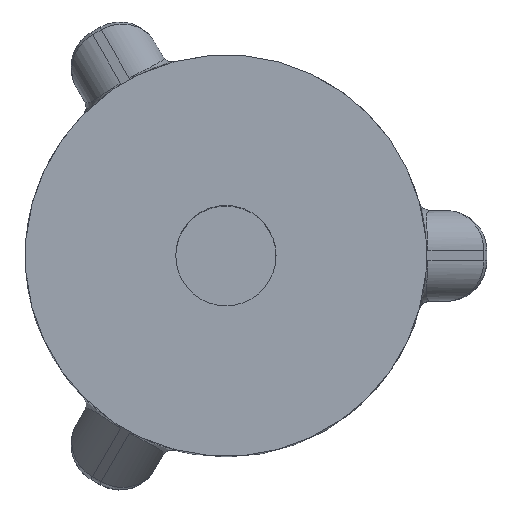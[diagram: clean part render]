
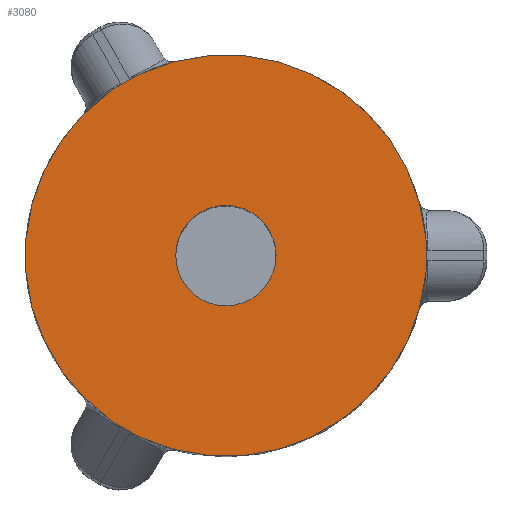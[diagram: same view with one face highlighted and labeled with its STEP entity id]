
A CAD part, top view. The second image highlights one B-rep face of the part: STEP entity #3080.
In plain terms, the highlighted planar face has unit normal (0, 0, 1).
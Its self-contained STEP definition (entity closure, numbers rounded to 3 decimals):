
#11 = AXIS2_PLACEMENT_3D ( 'NONE', #2288, #1649, #839 ) ;
#25 = CARTESIAN_POINT ( 'NONE',  ( -2.317, 3.261, 0. ) ) ;
#33 = CARTESIAN_POINT ( 'NONE',  ( -2.317, -3.261, 0. ) ) ;
#57 = EDGE_CURVE ( 'NONE', #3002, #2060, #1005, .T. ) ;
#76 = CARTESIAN_POINT ( 'NONE',  ( -1.221, 3.914, 0. ) ) ;
#105 = B_SPLINE_CURVE_WITH_KNOTS ( 'NONE', 3,
 ( #33, #1459, #385, #2379 ),
 .UNSPECIFIED., .F., .F.,
 ( 4, 4 ),
 ( 0., 0. ),
 .UNSPECIFIED. ) ;
#139 = CARTESIAN_POINT ( 'NONE',  ( -2.233, 3.324, 0. ) ) ;
#194 = VECTOR ( 'NONE', #1934, 1000. ) ;
#199 = PLANE ( 'NONE',  #636 ) ;
#259 = VERTEX_POINT ( 'NONE', #1374 ) ;
#277 = B_SPLINE_CURVE_WITH_KNOTS ( 'NONE', 3,
 ( #3077, #139, #434, #1292 ),
 .UNSPECIFIED., .F., .F.,
 ( 4, 4 ),
 ( 0., 0. ),
 .UNSPECIFIED. ) ;
#285 = VERTEX_POINT ( 'NONE', #3456 ) ;
#287 = DIRECTION ( 'NONE',  ( 1., 0., 0. ) ) ;
#293 = LINE ( 'NONE', #76, #2507 ) ;
#351 = ORIENTED_EDGE ( 'NONE', *, *, #889, .T. ) ;
#364 = CARTESIAN_POINT ( 'NONE',  ( 0., 0., 0. ) ) ;
#385 = CARTESIAN_POINT ( 'NONE',  ( -2.233, -3.324, 0. ) ) ;
#396 = CARTESIAN_POINT ( 'NONE',  ( -1.762, 3.595, 0. ) ) ;
#431 = ORIENTED_EDGE ( 'NONE', *, *, #2581, .T. ) ;
#434 = CARTESIAN_POINT ( 'NONE',  ( -2.274, 3.291, 0. ) ) ;
#453 = CIRCLE ( 'NONE', #1114, 4. ) ;
#476 = FACE_OUTER_BOUND ( 'NONE', #1163, .T. ) ;
#478 = CARTESIAN_POINT ( 'NONE',  ( -2.779, -3.014, 0. ) ) ;
#509 = CARTESIAN_POINT ( 'NONE',  ( -1.81, 3.574, 0. ) ) ;
#525 = EDGE_CURVE ( 'NONE', #2060, #1488, #453, .T. ) ;
#571 = EDGE_CURVE ( 'NONE', #842, #2351, #2862, .T. ) ;
#604 = VERTEX_POINT ( 'NONE', #2177 ) ;
#616 = ORIENTED_EDGE ( 'NONE', *, *, #1221, .T. ) ;
#617 = ORIENTED_EDGE ( 'NONE', *, *, #1655, .T. ) ;
#630 = CARTESIAN_POINT ( 'NONE',  ( -1.713, 3.615, 0. ) ) ;
#636 = AXIS2_PLACEMENT_3D ( 'NONE', #2521, #2194, #3085 ) ;
#638 = LINE ( 'NONE', #2440, #1353 ) ;
#710 = ORIENTED_EDGE ( 'NONE', *, *, #2735, .F. ) ;
#713 = ORIENTED_EDGE ( 'NONE', *, *, #525, .T. ) ;
#839 = DIRECTION ( 'NONE',  ( 1., 0., 0. ) ) ;
#842 = VERTEX_POINT ( 'NONE', #1852 ) ;
#889 = EDGE_CURVE ( 'NONE', #1587, #259, #3662, .T. ) ;
#952 = CARTESIAN_POINT ( 'NONE',  ( -2.19, 3.354, 0. ) ) ;
#1005 = B_SPLINE_CURVE_WITH_KNOTS ( 'NONE', 3,
 ( #2760, #2234, #2476, #2777 ),
 .UNSPECIFIED., .F., .F.,
 ( 4, 4 ),
 ( 0., 0. ),
 .UNSPECIFIED. ) ;
#1114 = AXIS2_PLACEMENT_3D ( 'NONE', #364, #1528, #2692 ) ;
#1120 = VERTEX_POINT ( 'NONE', #509 ) ;
#1163 = EDGE_LOOP ( 'NONE', ( #351, #1526, #1658, #2363, #3239, #2332, #616, #2467, #713, #431, #1438, #617 ) ) ;
#1221 = EDGE_CURVE ( 'NONE', #285, #3002, #638, .T. ) ;
#1292 = CARTESIAN_POINT ( 'NONE',  ( -2.317, 3.261, 0. ) ) ;
#1312 = CARTESIAN_POINT ( 'NONE',  ( -1.81, -3.574, 0. ) ) ;
#1328 = CARTESIAN_POINT ( 'NONE',  ( -1.762, -3.595, 0. ) ) ;
#1337 = CIRCLE ( 'NONE', #1525, 1. ) ;
#1353 = VECTOR ( 'NONE', #3509, 1000. ) ;
#1354 = LINE ( 'NONE', #478, #194 ) ;
#1374 = CARTESIAN_POINT ( 'NONE',  ( -2.317, -3.261, 0. ) ) ;
#1383 = CARTESIAN_POINT ( 'NONE',  ( 4., -0.219, 0. ) ) ;
#1438 = ORIENTED_EDGE ( 'NONE', *, *, #2285, .T. ) ;
#1449 = EDGE_CURVE ( 'NONE', #1849, #285, #3119, .T. ) ;
#1459 = CARTESIAN_POINT ( 'NONE',  ( -2.274, -3.291, 0. ) ) ;
#1473 = EDGE_CURVE ( 'NONE', #604, #2936, #1337, .T. ) ;
#1488 = VERTEX_POINT ( 'NONE', #3709 ) ;
#1525 = AXIS2_PLACEMENT_3D ( 'NONE', #2567, #1977, #287 ) ;
#1526 = ORIENTED_EDGE ( 'NONE', *, *, #3285, .T. ) ;
#1528 = DIRECTION ( 'NONE',  ( 0., 0., 1. ) ) ;
#1530 = DIRECTION ( 'NONE',  ( 1., 0., 0. ) ) ;
#1587 = VERTEX_POINT ( 'NONE', #25 ) ;
#1622 = AXIS2_PLACEMENT_3D ( 'NONE', #3057, #2776, #3737 ) ;
#1639 = CARTESIAN_POINT ( 'NONE',  ( -1.665, -3.637, 0. ) ) ;
#1649 = DIRECTION ( 'NONE',  ( 0., 0., 1. ) ) ;
#1654 = CARTESIAN_POINT ( 'NONE',  ( -2.19, -3.354, 0. ) ) ;
#1655 = EDGE_CURVE ( 'NONE', #2925, #1587, #277, .T. ) ;
#1658 = ORIENTED_EDGE ( 'NONE', *, *, #2149, .T. ) ;
#1802 = CIRCLE ( 'NONE', #1622, 1. ) ;
#1849 = VERTEX_POINT ( 'NONE', #3542 ) ;
#1852 = CARTESIAN_POINT ( 'NONE',  ( -1.81, -3.574, 0. ) ) ;
#1934 = DIRECTION ( 'NONE',  ( 0.866, -0.5, 0. ) ) ;
#1977 = DIRECTION ( 'NONE',  ( 0., 0., 1. ) ) ;
#2010 = CARTESIAN_POINT ( 'NONE',  ( 3.995, -0.272, 0. ) ) ;
#2060 = VERTEX_POINT ( 'NONE', #2199 ) ;
#2112 = DIRECTION ( 'NONE',  ( -0.866, -0.5, 0. ) ) ;
#2149 = EDGE_CURVE ( 'NONE', #3522, #842, #1354, .T. ) ;
#2177 = CARTESIAN_POINT ( 'NONE',  ( 1., 0., 0. ) ) ;
#2179 = FACE_BOUND ( 'NONE', #3196, .T. ) ;
#2194 = DIRECTION ( 'NONE',  ( 0., 0., 1. ) ) ;
#2199 = CARTESIAN_POINT ( 'NONE',  ( 3.982, 0.376, 0. ) ) ;
#2234 = CARTESIAN_POINT ( 'NONE',  ( 3.995, 0.272, 0. ) ) ;
#2274 = CARTESIAN_POINT ( 'NONE',  ( 3.987, -0.324, 0. ) ) ;
#2285 = EDGE_CURVE ( 'NONE', #1120, #2925, #293, .T. ) ;
#2288 = CARTESIAN_POINT ( 'NONE',  ( 0., 0., 0. ) ) ;
#2332 = ORIENTED_EDGE ( 'NONE', *, *, #1449, .T. ) ;
#2351 = VERTEX_POINT ( 'NONE', #2954 ) ;
#2363 = ORIENTED_EDGE ( 'NONE', *, *, #571, .T. ) ;
#2367 = ORIENTED_EDGE ( 'NONE', *, *, #1473, .F. ) ;
#2379 = CARTESIAN_POINT ( 'NONE',  ( -2.19, -3.354, 0. ) ) ;
#2440 = CARTESIAN_POINT ( 'NONE',  ( 4., -0.9, 0. ) ) ;
#2467 = ORIENTED_EDGE ( 'NONE', *, *, #57, .T. ) ;
#2476 = CARTESIAN_POINT ( 'NONE',  ( 3.987, 0.324, 0. ) ) ;
#2503 = CARTESIAN_POINT ( 'NONE',  ( -1.713, -3.615, 0. ) ) ;
#2507 = VECTOR ( 'NONE', #2112, 1000. ) ;
#2521 = CARTESIAN_POINT ( 'NONE',  ( 4., 0., 0. ) ) ;
#2535 = AXIS2_PLACEMENT_3D ( 'NONE', #3004, #2961, #1530 ) ;
#2567 = CARTESIAN_POINT ( 'NONE',  ( 0., 0., 0. ) ) ;
#2581 = EDGE_CURVE ( 'NONE', #1488, #1120, #2827, .T. ) ;
#2653 = CARTESIAN_POINT ( 'NONE',  ( -1., 0., 0. ) ) ;
#2692 = DIRECTION ( 'NONE',  ( 1., 0., 0. ) ) ;
#2724 = CIRCLE ( 'NONE', #2535, 4. ) ;
#2735 = EDGE_CURVE ( 'NONE', #2936, #604, #1802, .T. ) ;
#2760 = CARTESIAN_POINT ( 'NONE',  ( 4., 0.219, 0. ) ) ;
#2776 = DIRECTION ( 'NONE',  ( 0., 0., 1. ) ) ;
#2777 = CARTESIAN_POINT ( 'NONE',  ( 3.982, 0.376, 0. ) ) ;
#2827 = B_SPLINE_CURVE_WITH_KNOTS ( 'NONE', 3,
 ( #3240, #630, #396, #2989 ),
 .UNSPECIFIED., .F., .F.,
 ( 4, 4 ),
 ( 0., 0. ),
 .UNSPECIFIED. ) ;
#2862 = B_SPLINE_CURVE_WITH_KNOTS ( 'NONE', 3,
 ( #1312, #1328, #2503, #1639 ),
 .UNSPECIFIED., .F., .F.,
 ( 4, 4 ),
 ( 0., 0. ),
 .UNSPECIFIED. ) ;
#2925 = VERTEX_POINT ( 'NONE', #952 ) ;
#2936 = VERTEX_POINT ( 'NONE', #2653 ) ;
#2954 = CARTESIAN_POINT ( 'NONE',  ( -1.665, -3.637, 0. ) ) ;
#2961 = DIRECTION ( 'NONE',  ( 0., 0., 1. ) ) ;
#2989 = CARTESIAN_POINT ( 'NONE',  ( -1.81, 3.574, 0. ) ) ;
#3002 = VERTEX_POINT ( 'NONE', #3515 ) ;
#3004 = CARTESIAN_POINT ( 'NONE',  ( 0., 0., 0. ) ) ;
#3008 = EDGE_CURVE ( 'NONE', #2351, #1849, #2724, .T. ) ;
#3057 = CARTESIAN_POINT ( 'NONE',  ( 0., 0., 0. ) ) ;
#3077 = CARTESIAN_POINT ( 'NONE',  ( -2.19, 3.354, 0. ) ) ;
#3080 = ADVANCED_FACE ( 'NONE', ( #476, #2179 ), #199, .T. ) ;
#3085 = DIRECTION ( 'NONE',  ( 1., 0., 0. ) ) ;
#3119 = B_SPLINE_CURVE_WITH_KNOTS ( 'NONE', 3,
 ( #3692, #2274, #2010, #1383 ),
 .UNSPECIFIED., .F., .F.,
 ( 4, 4 ),
 ( 0., 0. ),
 .UNSPECIFIED. ) ;
#3196 = EDGE_LOOP ( 'NONE', ( #2367, #710 ) ) ;
#3239 = ORIENTED_EDGE ( 'NONE', *, *, #3008, .T. ) ;
#3240 = CARTESIAN_POINT ( 'NONE',  ( -1.665, 3.637, 0. ) ) ;
#3285 = EDGE_CURVE ( 'NONE', #259, #3522, #105, .T. ) ;
#3456 = CARTESIAN_POINT ( 'NONE',  ( 4., -0.219, 0. ) ) ;
#3509 = DIRECTION ( 'NONE',  ( 0., 1., 0. ) ) ;
#3515 = CARTESIAN_POINT ( 'NONE',  ( 4., 0.219, 0. ) ) ;
#3522 = VERTEX_POINT ( 'NONE', #1654 ) ;
#3542 = CARTESIAN_POINT ( 'NONE',  ( 3.982, -0.376, 0. ) ) ;
#3662 = CIRCLE ( 'NONE', #11, 4. ) ;
#3692 = CARTESIAN_POINT ( 'NONE',  ( 3.982, -0.376, 0. ) ) ;
#3709 = CARTESIAN_POINT ( 'NONE',  ( -1.665, 3.637, 0. ) ) ;
#3737 = DIRECTION ( 'NONE',  ( 1., 0., 0. ) ) ;
